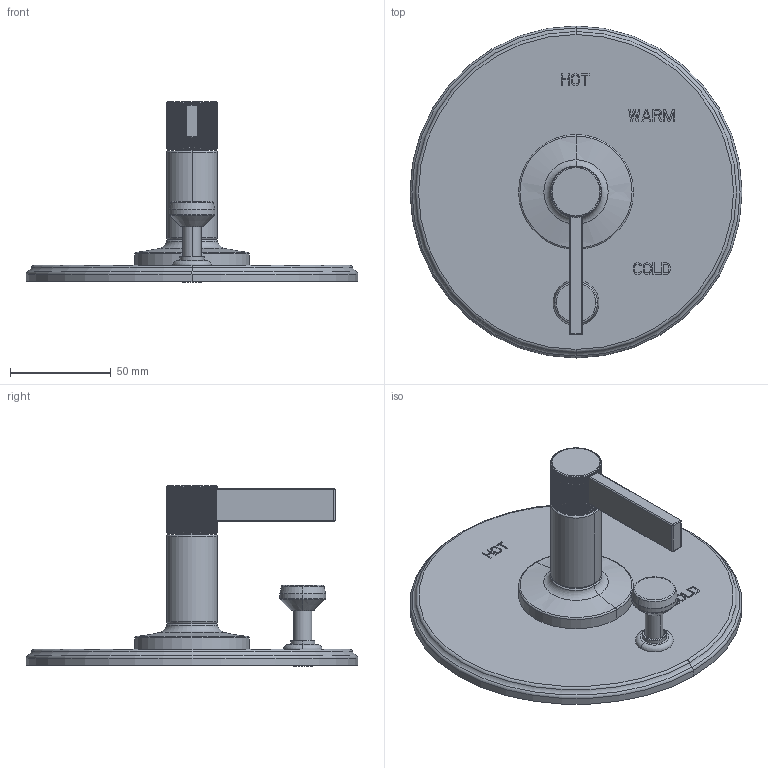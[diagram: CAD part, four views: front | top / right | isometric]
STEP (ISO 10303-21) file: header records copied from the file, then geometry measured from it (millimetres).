
FILE_DESCRIPTION((''),'2;1');
FILE_NAME('5-3232BP_','2024-07-31T08:46:35',('rsmith'),(''),'CREO PARAMETRIC BY PTC INC, 2023134','CREO PARAMETRIC BY PTC INC, 2023134','');
FILE_SCHEMA(('CONFIG_CONTROL_DESIGN'));
Length unit declared in the file: inch
Products named in the file (1): 5-3232BP_
Bounding box: 165.1 x 165.1 x 89.69 mm (x, y, z)
Volume: 98883.3 mm3; surface area: 62191.3 mm2
Topology: 1 solids, 1 shells, 600 faces, 1618 edges, 1056 vertices
Faces by surface type: plane 428, cylinder 120, torus 38, sphere 8, cone 4, bspline 2
Entity records: 20668 total; most frequent: CARTESIAN_POINT 5808, ORIENTED_EDGE 3236, DIRECTION 2866, EDGE_CURVE 1618, VERTEX_POINT 1056, VECTOR 1030, LINE 1030, AXIS2_PLACEMENT_3D 918
